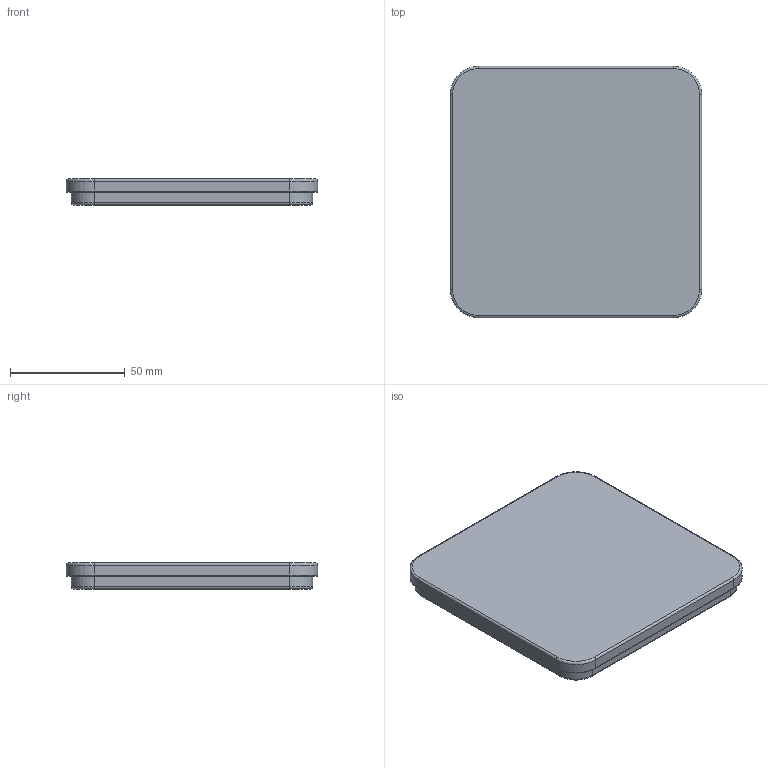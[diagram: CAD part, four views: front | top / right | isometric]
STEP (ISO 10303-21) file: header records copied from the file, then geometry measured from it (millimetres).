
FILE_DESCRIPTION(/* description */ (''),/* implementation_level */ '2;1');
FILE_NAME(/* name */ 'WetPalette v3.step',/* time_stamp */ '2022-02-27T13:57:02-05:00',/* author */ (''),/* organization */ (''),/* preprocessor_version */ 'ST-DEVELOPER v18.1',/* originating_system */ 'Autodesk Translation Framework v10.13.0.1454',/* authorisation */ '');
FILE_SCHEMA (('AUTOMOTIVE_DESIGN { 1 0 10303 214 3 1 1 }'));
Length unit declared in the file: millimetre
Products named in the file (4): WetPalette; Bottom; Frame; Lid
Assembly tree (3 placements, depth 2):
  WetPalette
    Bottom
    Frame
    Lid
Bounding box: 109.4 x 109.4 x 11.35 mm (x, y, z)
Volume: 55599.7 mm3; surface area: 64518.6 mm2
Topology: 3 solids, 7 shells, 214 faces, 474 edges, 280 vertices
Faces by surface type: cylinder 98, plane 64, torus 40, bspline 8, sphere 4
Full cylindrical faces by diameter (mm): 0.002 x4, 6.5 x8
Entity records: 6195 total; most frequent: CARTESIAN_POINT 1287, DIRECTION 1108, ORIENTED_EDGE 932, EDGE_CURVE 466, AXIS2_PLACEMENT_3D 445, VERTEX_POINT 280, EDGE_LOOP 230, CIRCLE 224
